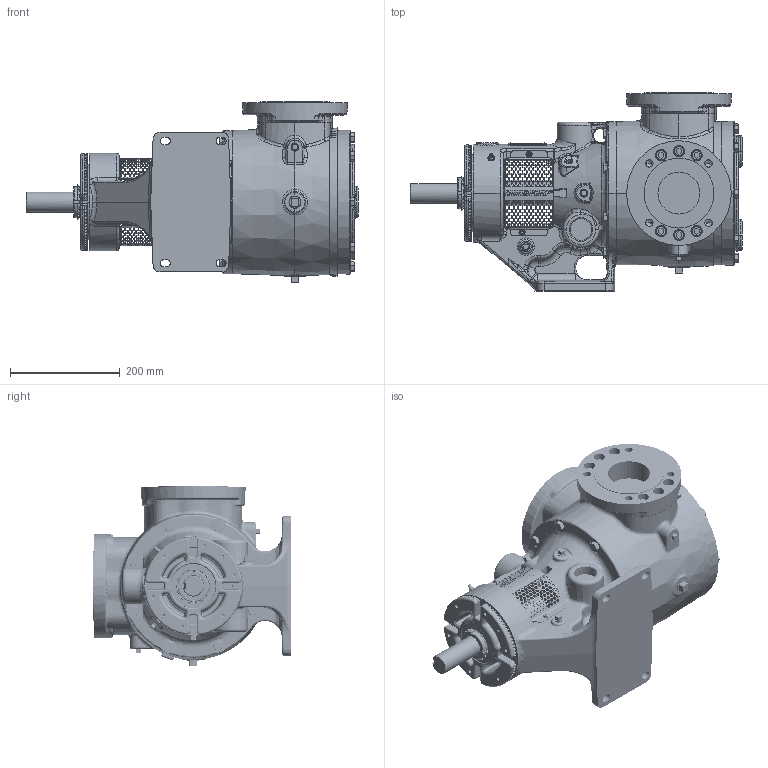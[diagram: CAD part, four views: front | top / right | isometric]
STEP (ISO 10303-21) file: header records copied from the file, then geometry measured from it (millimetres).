
FILE_DESCRIPTION (( 'STEP AP214' ), '1' );
FILE_NAME ('LV-4510.STEP', '2024-02-12T17:26:26', ( '' ), ( '' ), 'SwSTEP 2.0', 'SolidWorks 2022', '' );
FILE_SCHEMA (( 'AUTOMOTIVE_DESIGN' ));
Length unit declared in the file: millimetre
Products named in the file (1): LV-4510
Bounding box: 603.77 x 360.36 x 328.36 mm (x, y, z)
Surface area: 908036.7 mm2 (no closed solid volume)
Topology: 0 solids, 1 shells, 7380 faces, 19695 edges, 12487 vertices
Faces by surface type: bspline 3207, plane 2377, cylinder 898, cone 667, torus 165, sphere 66
Entity records: 376618 total; most frequent: CARTESIAN_POINT 168990, ORIENTED_EDGE 39188, DIRECTION 24994, EDGE_CURVE 19594, VERTEX_POINT 12485, AXIS2_PLACEMENT_3D 9054, EDGE_LOOP 8511, B_SPLINE_CURVE_WITH_KNOTS 7617
